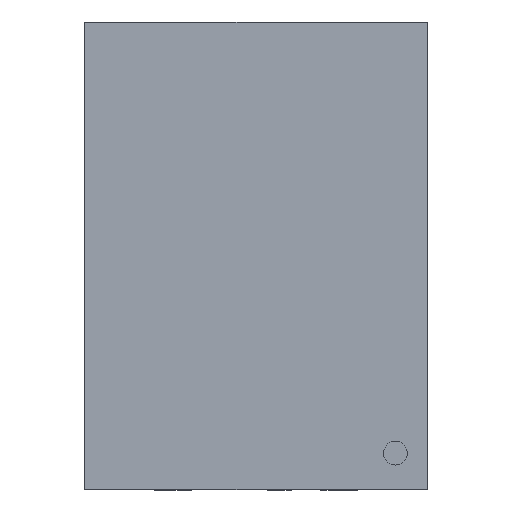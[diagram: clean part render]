
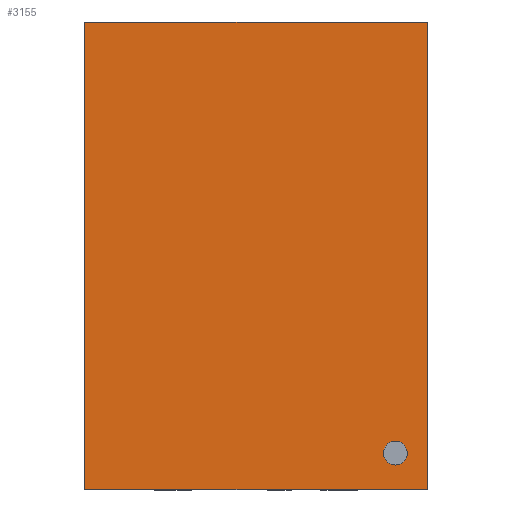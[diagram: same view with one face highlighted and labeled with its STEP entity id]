
A CAD part, top view. The second image highlights one B-rep face of the part: STEP entity #3155.
In plain terms, the highlighted planar face has unit normal (0, 0, 1).
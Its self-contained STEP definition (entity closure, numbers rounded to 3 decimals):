
#33=CIRCLE('',#3285,0.115);
#203=ORIENTED_EDGE('',*,*,#867,.T.);
#204=ORIENTED_EDGE('',*,*,#742,.T.);
#205=ORIENTED_EDGE('',*,*,#750,.T.);
#206=ORIENTED_EDGE('',*,*,#866,.T.);
#207=ORIENTED_EDGE('',*,*,#800,.T.);
#742=EDGE_CURVE('',#1087,#1086,#1316,.T.);
#750=EDGE_CURVE('',#1086,#1094,#1324,.T.);
#800=EDGE_CURVE('',#1143,#1087,#1374,.T.);
#866=EDGE_CURVE('',#1094,#1143,#1434,.T.);
#867=EDGE_CURVE('',#1191,#1191,#33,.T.);
#1086=VERTEX_POINT('',#4022);
#1087=VERTEX_POINT('',#4024);
#1094=VERTEX_POINT('',#4039);
#1143=VERTEX_POINT('',#4140);
#1191=VERTEX_POINT('',#4265);
#1316=LINE('',#4023,#1646);
#1324=LINE('',#4040,#1654);
#1374=LINE('',#4139,#1704);
#1434=LINE('',#4262,#1764);
#1646=VECTOR('',#3415,1000.);
#1654=VECTOR('',#3425,1000.);
#1704=VECTOR('',#3477,1000.);
#1764=VECTOR('',#3567,1000.);
#1975=EDGE_LOOP('',(#203));
#1976=EDGE_LOOP('',(#204,#205,#206,#207));
#2095=FACE_BOUND('',#1975,.T.);
#2096=FACE_BOUND('',#1976,.T.);
#2215=PLANE('',#3284);
#3155=ADVANCED_FACE('',(#2095,#2096),#2215,.T.);
#3284=AXIS2_PLACEMENT_3D('',#4263,#3568,#3569);
#3285=AXIS2_PLACEMENT_3D('',#4264,#3570,#3571);
#3415=DIRECTION('',(1.,0.,0.));
#3425=DIRECTION('',(0.,1.,0.));
#3477=DIRECTION('',(0.,-1.,0.));
#3567=DIRECTION('',(-1.,0.,0.));
#3568=DIRECTION('',(0.,0.,1.));
#3569=DIRECTION('',(1.,0.,0.));
#3570=DIRECTION('',(0.,0.,-1.));
#3571=DIRECTION('',(-1.,0.,0.));
#4022=CARTESIAN_POINT('',(1.65,-2.25,2.));
#4023=CARTESIAN_POINT('',(-1.65,-2.25,2.));
#4024=CARTESIAN_POINT('',(-1.65,-2.25,2.));
#4039=CARTESIAN_POINT('',(1.65,2.25,2.));
#4040=CARTESIAN_POINT('',(1.65,-2.25,2.));
#4139=CARTESIAN_POINT('',(-1.65,2.25,2.));
#4140=CARTESIAN_POINT('',(-1.65,2.25,2.));
#4262=CARTESIAN_POINT('',(1.65,2.25,2.));
#4263=CARTESIAN_POINT('',(0.,0.,2.));
#4264=CARTESIAN_POINT('',(1.342,-1.902,2.));
#4265=CARTESIAN_POINT('',(1.227,-1.902,2.));
